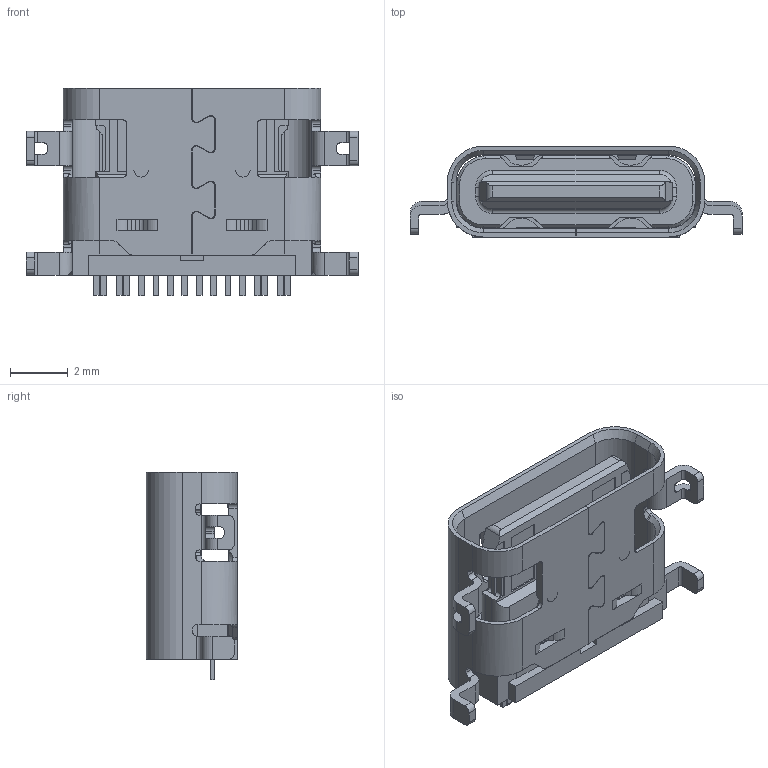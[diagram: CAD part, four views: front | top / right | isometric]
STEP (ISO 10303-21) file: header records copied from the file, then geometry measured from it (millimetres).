
FILE_DESCRIPTION((''),'2;1');
FILE_NAME('ASM0001_ASM','2023-04-03T17:21:27',('Administrator'),(''),'CREO PARAMETRIC BY PTC INC, 2020033','CREO PARAMETRIC BY PTC INC, 2020033','');
FILE_SCHEMA(('CONFIG_CONTROL_DESIGN'));
Length unit declared in the file: millimetre
Products named in the file (4): 2_1; MJ0408DC71CDCO9M_ASM_1_ASM; CF172-16-68_USB_CF_16PIN_L_6__1_ASM; ASM0001_ASM
Assembly tree (3 placements, depth 4):
  ASM0001_ASM
    CF172-16-68_USB_CF_16PIN_L_6__1_ASM
      MJ0408DC71CDCO9M_ASM_1_ASM
        2_1
Bounding box: 11.54 x 3.18 x 7.22 mm (x, y, z)
Volume: 97.1 mm3; surface area: 427.3 mm2
Topology: 5 solids, 5 shells, 755 faces, 2216 edges, 1460 vertices
Faces by surface type: plane 521, cylinder 200, cone 22, torus 12
Entity records: 25422 total; most frequent: CARTESIAN_POINT 4810, ORIENTED_EDGE 4432, DIRECTION 4166, EDGE_CURVE 2216, VECTOR 1642, LINE 1642, VERTEX_POINT 1460, AXIS2_PLACEMENT_3D 1262
